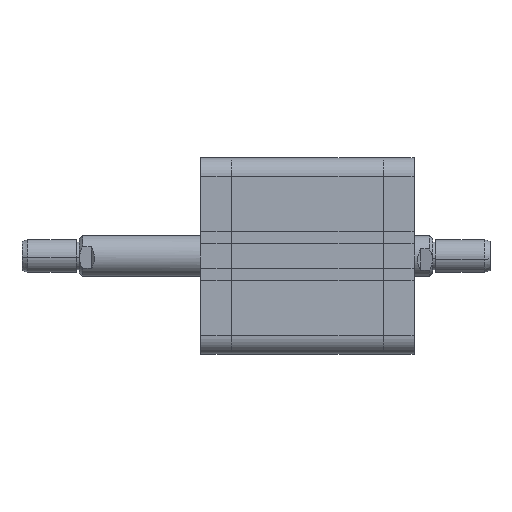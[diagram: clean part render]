
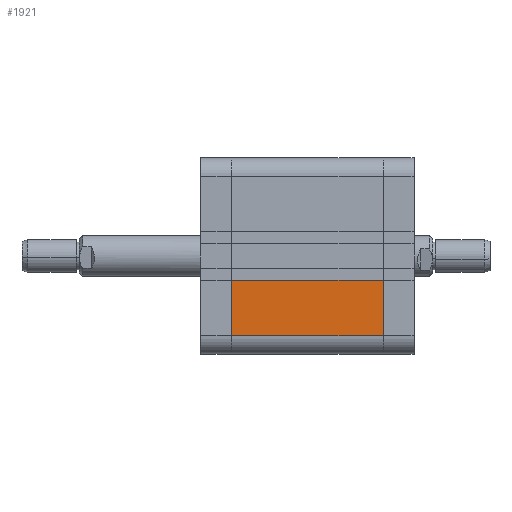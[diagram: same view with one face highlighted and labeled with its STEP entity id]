
A CAD part, front view. The second image highlights one B-rep face of the part: STEP entity #1921.
In plain terms, the highlighted planar face has unit normal (0, -1, 0).
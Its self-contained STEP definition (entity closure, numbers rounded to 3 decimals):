
#21 = ORIENTED_EDGE ( 'NONE', *, *, #7782, .T. ) ;
#805 = LINE ( 'NONE', #2698, #15034 ) ;
#1921 = ADVANCED_FACE ( 'NONE', ( #7323 ), #17554, .F. ) ;
#2053 = LINE ( 'NONE', #21792, #16135 ) ;
#2143 = CARTESIAN_POINT ( 'NONE',  ( 0., -47.75, -38.75 ) ) ;
#2698 = CARTESIAN_POINT ( 'NONE',  ( 74.001, -47.75, -11.8 ) ) ;
#4069 = CARTESIAN_POINT ( 'NONE',  ( 0., -47.75, -47.75 ) ) ;
#4764 = LINE ( 'NONE', #11917, #11046 ) ;
#5777 = EDGE_LOOP ( 'NONE', ( #6630, #21, #21698, #13978 ) ) ;
#5838 = LINE ( 'NONE', #4069, #6723 ) ;
#6001 = VERTEX_POINT ( 'NONE', #2143 ) ;
#6630 = ORIENTED_EDGE ( 'NONE', *, *, #9983, .T. ) ;
#6723 = VECTOR ( 'NONE', #11227, 1000. ) ;
#7085 = CARTESIAN_POINT ( 'NONE',  ( 74., -47.75, -47.75 ) ) ;
#7323 = FACE_OUTER_BOUND ( 'NONE', #5777, .T. ) ;
#7782 = EDGE_CURVE ( 'NONE', #21450, #6001, #5838, .T. ) ;
#9983 = EDGE_CURVE ( 'NONE', #19014, #21450, #805, .T. ) ;
#10365 = EDGE_CURVE ( 'NONE', #19014, #22832, #2053, .T. ) ;
#11046 = VECTOR ( 'NONE', #19089, 1000. ) ;
#11227 = DIRECTION ( 'NONE',  ( 0., 0., -1. ) ) ;
#11397 = CARTESIAN_POINT ( 'NONE',  ( 0., -47.75, -11.8 ) ) ;
#11737 = DIRECTION ( 'NONE',  ( -1., 0., 0. ) ) ;
#11917 = CARTESIAN_POINT ( 'NONE',  ( 74., -47.75, -38.75 ) ) ;
#12834 = CARTESIAN_POINT ( 'NONE',  ( 74., -47.75, -11.8 ) ) ;
#13978 = ORIENTED_EDGE ( 'NONE', *, *, #10365, .F. ) ;
#14033 = DIRECTION ( 'NONE',  ( 0., 0., 1. ) ) ;
#15034 = VECTOR ( 'NONE', #11737, 1000. ) ;
#16135 = VECTOR ( 'NONE', #16267, 1000. ) ;
#16267 = DIRECTION ( 'NONE',  ( 0., 0., -1. ) ) ;
#17554 = PLANE ( 'NONE',  #19655 ) ;
#17962 = CARTESIAN_POINT ( 'NONE',  ( 74., -47.75, -38.75 ) ) ;
#19014 = VERTEX_POINT ( 'NONE', #12834 ) ;
#19089 = DIRECTION ( 'NONE',  ( 1., 0., 0. ) ) ;
#19655 = AXIS2_PLACEMENT_3D ( 'NONE', #7085, #22960, #14033 ) ;
#20861 = EDGE_CURVE ( 'NONE', #6001, #22832, #4764, .T. ) ;
#21450 = VERTEX_POINT ( 'NONE', #11397 ) ;
#21698 = ORIENTED_EDGE ( 'NONE', *, *, #20861, .T. ) ;
#21792 = CARTESIAN_POINT ( 'NONE',  ( 74., -47.75, -47.75 ) ) ;
#22832 = VERTEX_POINT ( 'NONE', #17962 ) ;
#22960 = DIRECTION ( 'NONE',  ( 0., 1., 0. ) ) ;
